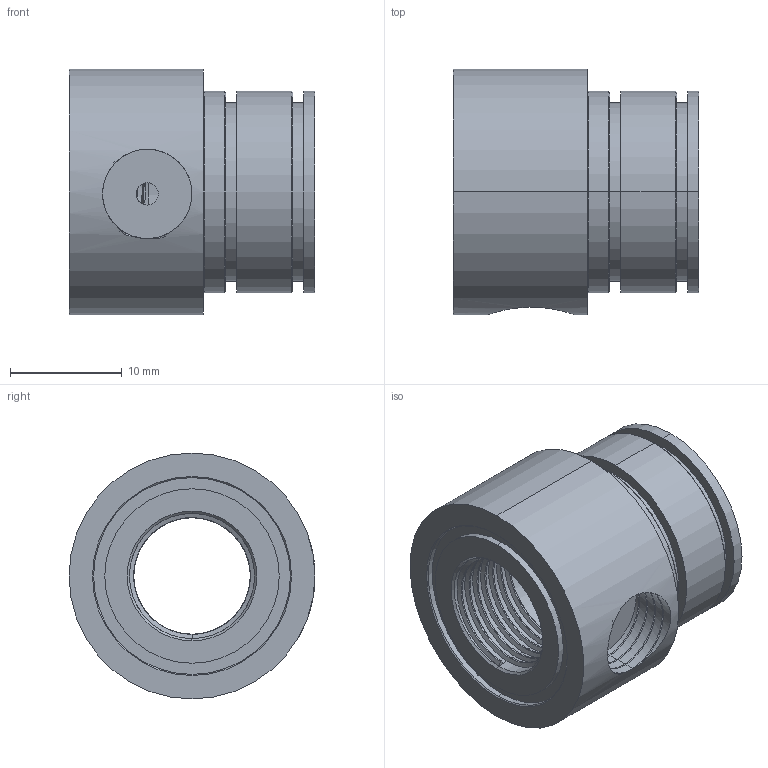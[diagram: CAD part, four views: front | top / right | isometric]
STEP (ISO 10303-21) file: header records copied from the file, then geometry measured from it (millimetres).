
FILE_DESCRIPTION (( 'STEP AP214' ), '1' );
FILE_NAME ('entrée_air.STEP', '2023-01-05T13:28:45', ( '' ), ( '' ), 'SwSTEP 2.0', 'SolidWorks 2020', '' );
FILE_SCHEMA (( 'AUTOMOTIVE_DESIGN' ));
Length unit declared in the file: millimetre
Products named in the file (1): entrée_air
Bounding box: 22 x 22 x 22 mm (x, y, z)
Volume: 4614.8 mm3; surface area: 3192 mm2
Topology: 1 solids, 1 shells, 83 faces, 206 edges, 132 vertices
Faces by surface type: cylinder 46, plane 13, bspline 12, cone 10, torus 2
Entity records: 5549 total; most frequent: CARTESIAN_POINT 3761, ORIENTED_EDGE 412, DIRECTION 319, EDGE_CURVE 206, VERTEX_POINT 132, AXIS2_PLACEMENT_3D 127, EDGE_LOOP 94, FACE_OUTER_BOUND 83
